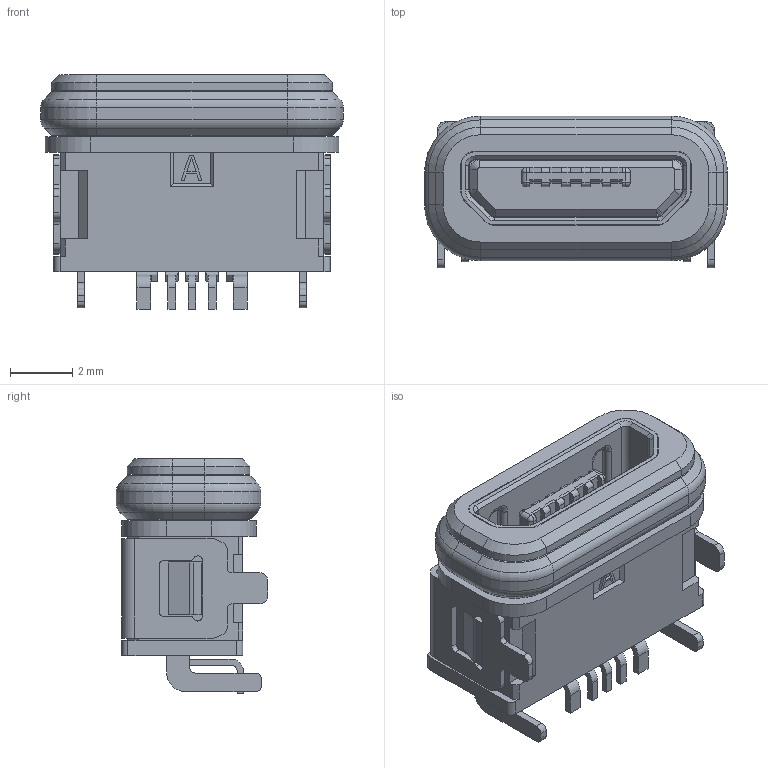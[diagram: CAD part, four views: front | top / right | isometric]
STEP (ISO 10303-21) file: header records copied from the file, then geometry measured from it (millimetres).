
FILE_DESCRIPTION (( 'STEP AP203' ), '1' );
FILE_NAME ('54-00282.STEP', '2021-06-16T21:54:58', ( '' ), ( '' ), 'SwSTEP 2.0', 'SolidWorks 2021', '' );
FILE_SCHEMA (( 'CONFIG_CONTROL_DESIGN' ));
Length unit declared in the file: millimetre
Products named in the file (1): 54-00282
Bounding box: 9.75 x 4.88 x 7.55 mm (x, y, z)
Volume: 174.1 mm3; surface area: 713.5 mm2
Topology: 1 solids, 1 shells, 857 faces, 2303 edges, 1462 vertices
Faces by surface type: plane 536, cylinder 237, cone 40, sphere 20, torus 16, bspline 8
Entity records: 27596 total; most frequent: CARTESIAN_POINT 6129, ORIENTED_EDGE 4580, DIRECTION 4299, EDGE_CURVE 2290, LINE 1603, VECTOR 1603, VERTEX_POINT 1462, AXIS2_PLACEMENT_3D 1348
